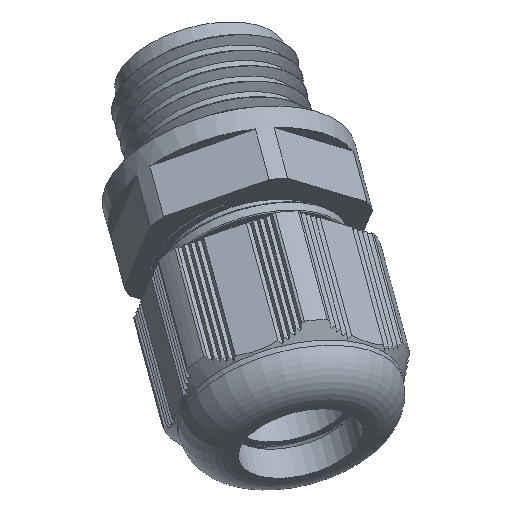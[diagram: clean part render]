
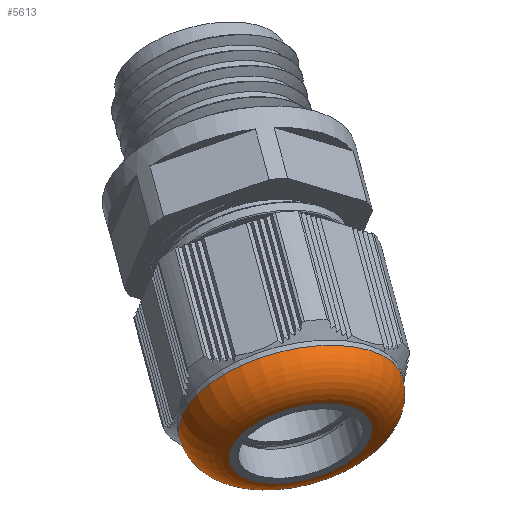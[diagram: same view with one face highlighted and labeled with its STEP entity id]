
A CAD part, left-side view. The second image highlights one B-rep face of the part: STEP entity #5613.
In plain terms, the highlighted toroidal (fillet/blend) face has major radius 5.945 mm and minor radius 3.42 mm.
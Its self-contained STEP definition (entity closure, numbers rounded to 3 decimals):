
#198=TOROIDAL_SURFACE('',#6052,5.945,3.42);
#362=FACE_BOUND('',#880,.T.);
#573=FACE_OUTER_BOUND('',#879,.T.);
#879=EDGE_LOOP('',(#4391));
#880=EDGE_LOOP('',(#4392));
#2050=CIRCLE('',#6051,5.945);
#2051=CIRCLE('',#6053,9.365);
#2494=VERTEX_POINT('',#10898);
#2495=VERTEX_POINT('',#10901);
#3180=EDGE_CURVE('',#2494,#2494,#2050,.T.);
#3181=EDGE_CURVE('',#2495,#2495,#2051,.T.);
#4391=ORIENTED_EDGE('',*,*,#3181,.F.);
#4392=ORIENTED_EDGE('',*,*,#3180,.T.);
#5613=ADVANCED_FACE('',(#573,#362),#198,.T.);
#6051=AXIS2_PLACEMENT_3D('',#10899,#7063,#7064);
#6052=AXIS2_PLACEMENT_3D('',#10900,#7065,#7066);
#6053=AXIS2_PLACEMENT_3D('',#10902,#7067,#7068);
#7063=DIRECTION('center_axis',(1.,0.,0.));
#7064=DIRECTION('ref_axis',(0.,0.,-1.));
#7065=DIRECTION('center_axis',(1.,0.,0.));
#7066=DIRECTION('ref_axis',(0.,0.,-1.));
#7067=DIRECTION('center_axis',(1.,0.,0.));
#7068=DIRECTION('ref_axis',(0.,0.,-1.));
#10898=CARTESIAN_POINT('',(-15.68,5.945,0.));
#10899=CARTESIAN_POINT('Origin',(-15.68,0.,0.));
#10900=CARTESIAN_POINT('Origin',(-12.26,0.,0.));
#10901=CARTESIAN_POINT('',(-12.26,9.365,0.));
#10902=CARTESIAN_POINT('Origin',(-12.26,0.,0.));
